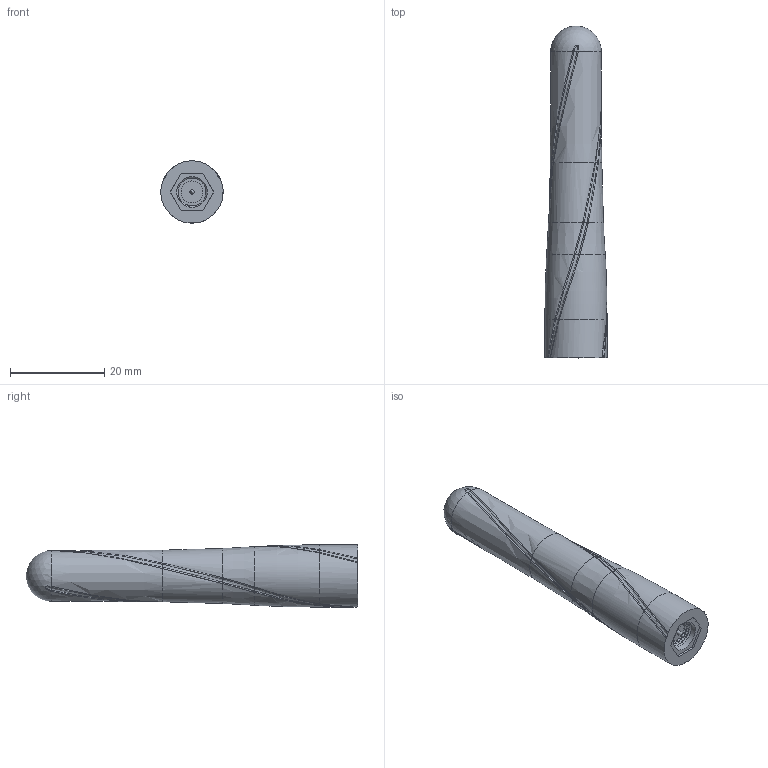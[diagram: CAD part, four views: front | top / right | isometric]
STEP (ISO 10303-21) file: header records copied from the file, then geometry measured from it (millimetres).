
FILE_DESCRIPTION(/* description */ ('Unknown'),/* implementation_level */ '2;1');
FILE_NAME(/* name */ '2j0819z-c708n',/* time_stamp */ '2023-02-16T13:58:03+01:00',/* author */ ('Unknown'),/* organization */ ('Unknown'),/* preprocessor_version */ 'ST-DEVELOPER v16.7',/* originating_system */ 'Solid Edge',/* authorisation */ 'Unknown');
FILE_SCHEMA (('AUTOMOTIVE_DESIGN {1 0 10303 214 3 1 1}'));
Length unit declared in the file: millimetre
Products named in the file (3): 2j0819z-c708n; C708N_filled; 2J08XX Housing Ver 1.1_filled_2J08xx Housing V1.1 Black
Assembly tree (2 placements, depth 2):
  2j0819z-c708n
    C708N_filled
    2J08XX Housing Ver 1.1_filled_2J08xx Housing V1.1 Black
Bounding box: 13.19 x 70.39 x 13.19 mm (x, y, z)
Volume: 7301.4 mm3; surface area: 3424.9 mm2
Topology: 2 solids, 2 shells, 146 faces, 360 edges, 220 vertices
Faces by surface type: cylinder 56, bspline 53, plane 20, cone 7, torus 6, sphere 4
Full cylindrical faces by diameter (mm): 0.9 x1, 4.66 x1, 6 x1, 6.5 x3, 6.7 x1
Entity records: 7436 total; most frequent: CARTESIAN_POINT 4713, ORIENTED_EDGE 670, DIRECTION 359, EDGE_CURVE 335, B_SPLINE_CURVE_WITH_KNOTS 218, VERTEX_POINT 211, AXIS2_PLACEMENT_3D 157, FACE_BOUND 152
